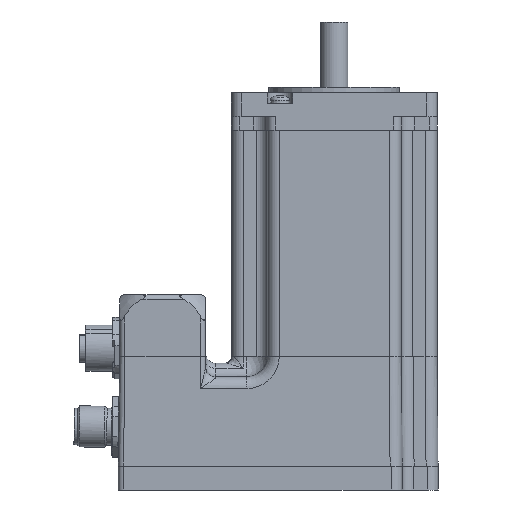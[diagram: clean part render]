
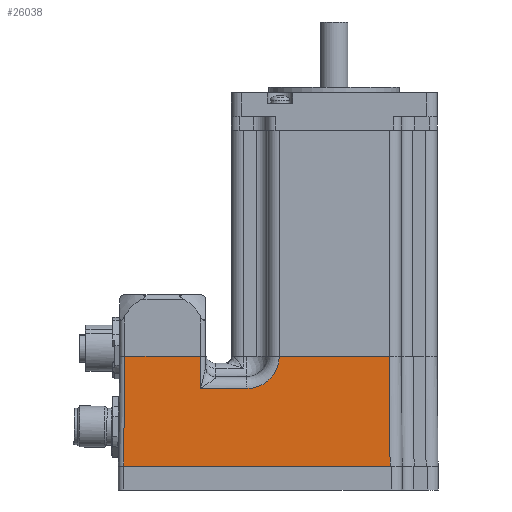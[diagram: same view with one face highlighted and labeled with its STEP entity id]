
A CAD part, left-side view. The second image highlights one B-rep face of the part: STEP entity #26038.
In plain terms, the highlighted planar face has unit normal (-1, 0, 0.009).
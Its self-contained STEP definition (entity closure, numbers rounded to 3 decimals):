
#702=LINE('',#40577,#2710);
#724=LINE('',#40647,#2732);
#731=LINE('',#40723,#2739);
#736=LINE('',#40815,#2744);
#742=LINE('',#40964,#2750);
#743=LINE('',#40966,#2751);
#744=LINE('',#40967,#2752);
#2710=VECTOR('',#32126,32.053);
#2732=VECTOR('',#32186,13.6);
#2739=VECTOR('',#32217,9.405);
#2744=VECTOR('',#32236,22.);
#2750=VECTOR('',#32282,32.004);
#2751=VECTOR('',#32283,77.8);
#2752=VECTOR('',#32284,32.003);
#6042=PLANE('',#28059);
#7488=FACE_OUTER_BOUND('',#9143,.T.);
#9143=EDGE_LOOP('',(#19944,#19945,#19946,#19947,#19948,#19949,#19950,#19951));
#10984=CIRCLE('',#28019,9.447);
#12515=VERTEX_POINT('',#40516);
#12526=VERTEX_POINT('',#40574);
#12527=VERTEX_POINT('',#40576);
#12556=VERTEX_POINT('',#40643);
#12561=VERTEX_POINT('',#40687);
#12570=VERTEX_POINT('',#40813);
#12579=VERTEX_POINT('',#40963);
#12580=VERTEX_POINT('',#40965);
#15300=EDGE_CURVE('',#12526,#12527,#702,.T.);
#15335=EDGE_CURVE('',#12556,#12526,#10984,.T.);
#15336=EDGE_CURVE('',#12515,#12556,#724,.T.);
#15350=EDGE_CURVE('',#12515,#12561,#731,.T.);
#15362=EDGE_CURVE('',#12570,#12561,#736,.T.);
#15382=EDGE_CURVE('',#12570,#12579,#742,.T.);
#15383=EDGE_CURVE('',#12579,#12580,#743,.T.);
#15384=EDGE_CURVE('',#12527,#12580,#744,.T.);
#19944=ORIENTED_EDGE('',*,*,#15350,.T.);
#19945=ORIENTED_EDGE('',*,*,#15362,.F.);
#19946=ORIENTED_EDGE('',*,*,#15382,.T.);
#19947=ORIENTED_EDGE('',*,*,#15383,.T.);
#19948=ORIENTED_EDGE('',*,*,#15384,.F.);
#19949=ORIENTED_EDGE('',*,*,#15300,.F.);
#19950=ORIENTED_EDGE('',*,*,#15335,.F.);
#19951=ORIENTED_EDGE('',*,*,#15336,.F.);
#26038=ADVANCED_FACE('',(#7488),#6042,.F.);
#28019=AXIS2_PLACEMENT_3D('',#40645,#32182,#32183);
#28059=AXIS2_PLACEMENT_3D('',#40962,#32280,#32281);
#32126=DIRECTION('',(0.,-1.,0.));
#32182=DIRECTION('center_axis',(-1.,0.,
0.009));
#32183=DIRECTION('ref_axis',(-0.007,-0.703,-0.711));
#32186=DIRECTION('',(0.,-1.,0.));
#32217=DIRECTION('',(0.009,0.,1.));
#32236=DIRECTION('',(0.,-1.,0.));
#32280=DIRECTION('center_axis',(1.,0.,
-0.009));
#32281=DIRECTION('ref_axis',(0.,-1.,0.));
#32282=DIRECTION('',(-0.009,0.012,-1.));
#32283=DIRECTION('',(0.,-1.,0.));
#32284=DIRECTION('',(-0.009,-0.009,-1.));
#40516=CARTESIAN_POINT('',(-29.588,39.1,-82.405));
#40574=CARTESIAN_POINT('',(-29.5,16.053,-73.));
#40576=CARTESIAN_POINT('',(-29.5,-16.,-73.));
#40577=CARTESIAN_POINT('',(-29.5,16.053,-73.));
#40643=CARTESIAN_POINT('',(-29.588,25.5,-82.405));
#40645=CARTESIAN_POINT('Origin',(-29.5,25.5,-72.958));
#40647=CARTESIAN_POINT('',(-29.588,39.1,-82.405));
#40687=CARTESIAN_POINT('',(-29.5,39.1,-73.));
#40723=CARTESIAN_POINT('',(-29.588,39.1,-82.405));
#40813=CARTESIAN_POINT('',(-29.5,61.1,-73.));
#40815=CARTESIAN_POINT('',(-29.5,61.1,-73.));
#40962=CARTESIAN_POINT('Origin',(-29.5,61.1,-73.));
#40963=CARTESIAN_POINT('',(-29.8,61.5,-105.));
#40964=CARTESIAN_POINT('',(-29.5,61.1,-73.));
#40965=CARTESIAN_POINT('',(-29.8,-16.3,-105.));
#40966=CARTESIAN_POINT('',(-29.8,61.5,-105.));
#40967=CARTESIAN_POINT('',(-29.5,-16.,-73.));
